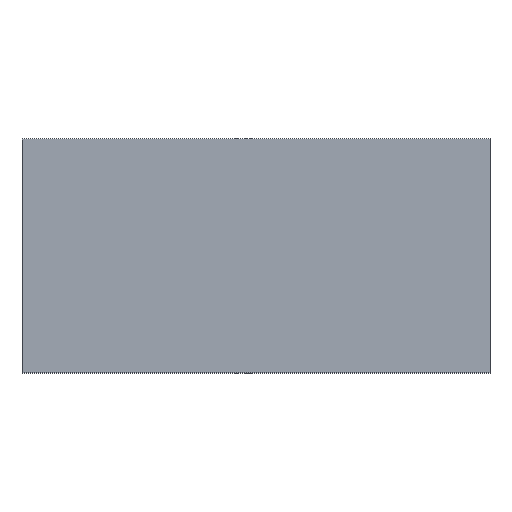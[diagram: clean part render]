
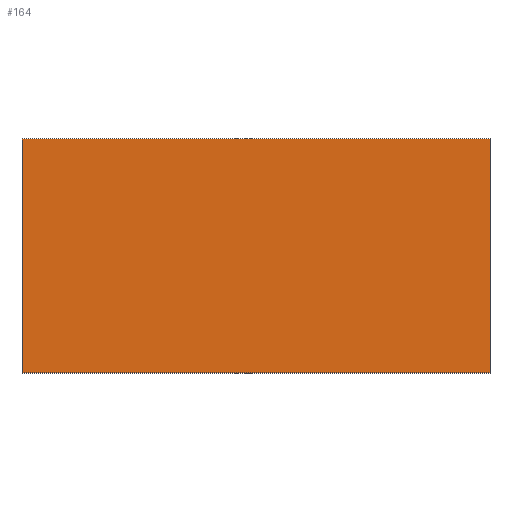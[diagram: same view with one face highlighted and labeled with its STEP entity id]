
A CAD part, top view. The second image highlights one B-rep face of the part: STEP entity #164.
In plain terms, the highlighted planar face has unit normal (0, 0, 1).
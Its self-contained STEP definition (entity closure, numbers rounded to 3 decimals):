
#1 = CARTESIAN_POINT ( 'NONE',  ( 500., -250., 3. ) ) ;
#8 = DIRECTION ( 'NONE',  ( 0., -1., 0. ) ) ;
#9 = CARTESIAN_POINT ( 'NONE',  ( 500., 250., 3. ) ) ;
#10 = EDGE_CURVE ( 'NONE', #105, #198, #76, .T. ) ;
#14 = VECTOR ( 'NONE', #120, 1000. ) ;
#17 = FACE_OUTER_BOUND ( 'NONE', #23, .T. ) ;
#22 = LINE ( 'NONE', #57, #152 ) ;
#23 = EDGE_LOOP ( 'NONE', ( #78, #130, #117, #26 ) ) ;
#25 = DIRECTION ( 'NONE',  ( -1., 0., 0. ) ) ;
#26 = ORIENTED_EDGE ( 'NONE', *, *, #10, .T. ) ;
#38 = AXIS2_PLACEMENT_3D ( 'NONE', #163, #181, #44 ) ;
#44 = DIRECTION ( 'NONE',  ( 1., 0., 0. ) ) ;
#57 = CARTESIAN_POINT ( 'NONE',  ( 500., 250., 3. ) ) ;
#62 = EDGE_CURVE ( 'NONE', #198, #113, #201, .T. ) ;
#66 = CARTESIAN_POINT ( 'NONE',  ( -500., -250., 3. ) ) ;
#67 = VECTOR ( 'NONE', #156, 1000. ) ;
#76 = LINE ( 'NONE', #66, #67 ) ;
#78 = ORIENTED_EDGE ( 'NONE', *, *, #62, .T. ) ;
#82 = VECTOR ( 'NONE', #8, 1000. ) ;
#88 = EDGE_CURVE ( 'NONE', #139, #105, #167, .T. ) ;
#105 = VERTEX_POINT ( 'NONE', #119 ) ;
#113 = VERTEX_POINT ( 'NONE', #9 ) ;
#115 = CARTESIAN_POINT ( 'NONE',  ( -500., 250., 3. ) ) ;
#117 = ORIENTED_EDGE ( 'NONE', *, *, #88, .T. ) ;
#119 = CARTESIAN_POINT ( 'NONE',  ( -500., -250., 3. ) ) ;
#120 = DIRECTION ( 'NONE',  ( 0., 1., 0. ) ) ;
#126 = EDGE_CURVE ( 'NONE', #113, #139, #22, .T. ) ;
#130 = ORIENTED_EDGE ( 'NONE', *, *, #126, .T. ) ;
#139 = VERTEX_POINT ( 'NONE', #115 ) ;
#145 = PLANE ( 'NONE',  #38 ) ;
#152 = VECTOR ( 'NONE', #25, 1000. ) ;
#156 = DIRECTION ( 'NONE',  ( 1., 0., 0. ) ) ;
#163 = CARTESIAN_POINT ( 'NONE',  ( -500., -250., 3. ) ) ;
#164 = ADVANCED_FACE ( 'NONE', ( #17 ), #145, .T. ) ;
#167 = LINE ( 'NONE', #190, #82 ) ;
#181 = DIRECTION ( 'NONE',  ( 0., 0., 1. ) ) ;
#190 = CARTESIAN_POINT ( 'NONE',  ( -500., 250., 3. ) ) ;
#195 = CARTESIAN_POINT ( 'NONE',  ( 500., -250., 3. ) ) ;
#198 = VERTEX_POINT ( 'NONE', #195 ) ;
#201 = LINE ( 'NONE', #1, #14 ) ;
